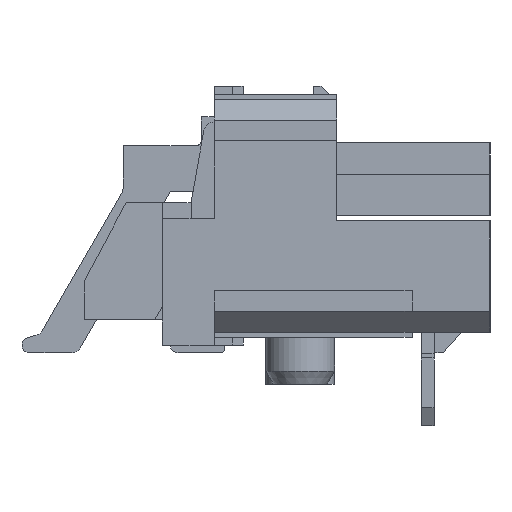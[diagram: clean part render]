
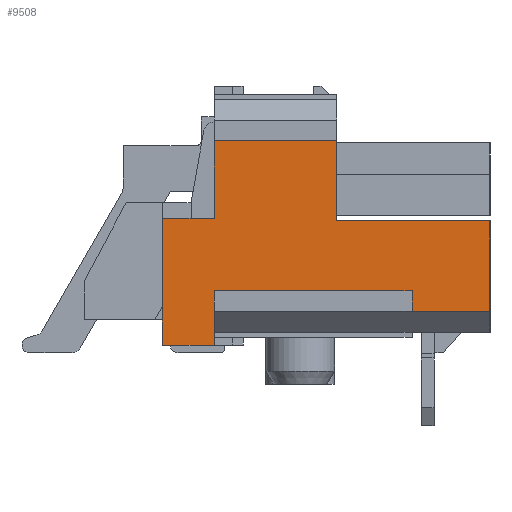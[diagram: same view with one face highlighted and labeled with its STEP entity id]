
A CAD part, left-side view. The second image highlights one B-rep face of the part: STEP entity #9508.
In plain terms, the highlighted planar face has unit normal (-1, 0, 0).
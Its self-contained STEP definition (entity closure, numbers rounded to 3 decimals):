
#8086=CARTESIAN_POINT('',(-14.85,-3.153,1.2));
#8087=VERTEX_POINT('',#8086);
#8088=CARTESIAN_POINT('',(-14.85,-3.153,0.8));
#8089=VERTEX_POINT('',#8088);
#8090=CARTESIAN_POINT('',(-14.85,-3.153,1.2));
#8091=DIRECTION('',(0.0,0.0,-1.0));
#8092=VECTOR('',#8091,0.4);
#8093=LINE('',#8090,#8092);
#8094=EDGE_CURVE('',#8087,#8089,#8093,.T.);
#8698=CARTESIAN_POINT('',(-14.85,-5.503,2.54));
#8699=VERTEX_POINT('',#8698);
#8706=CARTESIAN_POINT('',(-14.85,-8.453,2.54));
#8707=VERTEX_POINT('',#8706);
#8708=CARTESIAN_POINT('',(-14.85,-8.453,2.54));
#8709=DIRECTION('',(0.0,1.0,0.0));
#8710=VECTOR('',#8709,2.95);
#8711=LINE('',#8708,#8710);
#8712=EDGE_CURVE('',#8707,#8699,#8711,.T.);
#8730=CARTESIAN_POINT('',(-14.85,-8.453,0.8));
#8731=VERTEX_POINT('',#8730);
#8732=CARTESIAN_POINT('',(-14.85,-8.453,0.8));
#8733=DIRECTION('',(0.0,0.0,1.0));
#8734=VECTOR('',#8733,1.74);
#8735=LINE('',#8732,#8734);
#8736=EDGE_CURVE('',#8731,#8707,#8735,.T.);
#9038=CARTESIAN_POINT('',(-14.85,-3.153,0.15));
#9039=VERTEX_POINT('',#9038);
#9046=CARTESIAN_POINT('',(-14.85,-2.153,0.15));
#9047=VERTEX_POINT('',#9046);
#9048=CARTESIAN_POINT('',(-14.85,-3.153,0.15));
#9049=DIRECTION('',(0.0,1.0,0.0));
#9050=VECTOR('',#9049,1.0);
#9051=LINE('',#9048,#9050);
#9052=EDGE_CURVE('',#9039,#9047,#9051,.T.);
#9085=CARTESIAN_POINT('',(-14.85,-3.153,0.8));
#9086=DIRECTION('',(0.0,0.0,-1.0));
#9087=VECTOR('',#9086,0.65);
#9088=LINE('',#9085,#9087);
#9089=EDGE_CURVE('',#8089,#9039,#9088,.T.);
#9115=CARTESIAN_POINT('',(-14.85,-2.153,2.59));
#9116=VERTEX_POINT('',#9115);
#9123=CARTESIAN_POINT('',(-14.85,-3.153,2.59));
#9124=VERTEX_POINT('',#9123);
#9125=CARTESIAN_POINT('',(-14.85,-2.153,2.59));
#9126=DIRECTION('',(0.0,-1.0,0.0));
#9127=VECTOR('',#9126,1.0);
#9128=LINE('',#9125,#9127);
#9129=EDGE_CURVE('',#9116,#9124,#9128,.T.);
#9212=CARTESIAN_POINT('',(-14.85,-2.153,2.59));
#9213=DIRECTION('',(0.0,0.0,-1.0));
#9214=VECTOR('',#9213,2.44);
#9215=LINE('',#9212,#9214);
#9216=EDGE_CURVE('',#9116,#9047,#9215,.T.);
#9362=CARTESIAN_POINT('',(-14.85,-5.503,4.08));
#9363=VERTEX_POINT('',#9362);
#9380=CARTESIAN_POINT('',(-14.85,-3.153,4.08));
#9381=VERTEX_POINT('',#9380);
#9388=CARTESIAN_POINT('',(-14.85,-5.503,4.08));
#9389=DIRECTION('',(0.0,1.0,0.0));
#9390=VECTOR('',#9389,2.35);
#9391=LINE('',#9388,#9390);
#9392=EDGE_CURVE('',#9363,#9381,#9391,.T.);
#9459=CARTESIAN_POINT('',(-14.85,-3.153,0.8));
#9460=DIRECTION('',(-1.0,0.0,0.0));
#9461=DIRECTION('',(0.0,0.0,-1.0));
#9462=AXIS2_PLACEMENT_3D('',#9459,#9460,#9461);
#9463=PLANE('',#9462);
#9464=ORIENTED_EDGE('',*,*,#9392,.T.);
#9465=CARTESIAN_POINT('',(-14.85,-3.153,4.08));
#9466=DIRECTION('',(0.0,0.0,-1.0));
#9467=VECTOR('',#9466,1.49);
#9468=LINE('',#9465,#9467);
#9469=EDGE_CURVE('',#9381,#9124,#9468,.T.);
#9470=ORIENTED_EDGE('',*,*,#9469,.T.);
#9471=ORIENTED_EDGE('',*,*,#9129,.F.);
#9472=ORIENTED_EDGE('',*,*,#9216,.T.);
#9473=ORIENTED_EDGE('',*,*,#9052,.F.);
#9474=ORIENTED_EDGE('',*,*,#9089,.F.);
#9475=ORIENTED_EDGE('',*,*,#8094,.F.);
#9476=CARTESIAN_POINT('',(-14.85,-6.953,1.2));
#9477=VERTEX_POINT('',#9476);
#9478=CARTESIAN_POINT('',(-14.85,-6.953,1.2));
#9479=DIRECTION('',(0.0,1.0,0.0));
#9480=VECTOR('',#9479,3.8);
#9481=LINE('',#9478,#9480);
#9482=EDGE_CURVE('',#9477,#8087,#9481,.T.);
#9483=ORIENTED_EDGE('',*,*,#9482,.F.);
#9484=CARTESIAN_POINT('',(-14.85,-6.953,0.8));
#9485=VERTEX_POINT('',#9484);
#9486=CARTESIAN_POINT('',(-14.85,-6.953,1.2));
#9487=DIRECTION('',(0.0,0.0,-1.0));
#9488=VECTOR('',#9487,0.4);
#9489=LINE('',#9486,#9488);
#9490=EDGE_CURVE('',#9477,#9485,#9489,.T.);
#9491=ORIENTED_EDGE('',*,*,#9490,.T.);
#9492=CARTESIAN_POINT('',(-14.85,-8.453,0.8));
#9493=DIRECTION('',(0.0,1.0,0.0));
#9494=VECTOR('',#9493,1.5);
#9495=LINE('',#9492,#9494);
#9496=EDGE_CURVE('',#8731,#9485,#9495,.T.);
#9497=ORIENTED_EDGE('',*,*,#9496,.F.);
#9498=ORIENTED_EDGE('',*,*,#8736,.T.);
#9499=ORIENTED_EDGE('',*,*,#8712,.T.);
#9500=CARTESIAN_POINT('',(-14.85,-5.503,2.54));
#9501=DIRECTION('',(0.0,0.0,1.0));
#9502=VECTOR('',#9501,1.54);
#9503=LINE('',#9500,#9502);
#9504=EDGE_CURVE('',#8699,#9363,#9503,.T.);
#9505=ORIENTED_EDGE('',*,*,#9504,.T.);
#9506=EDGE_LOOP('',(#9464,#9470,#9471,#9472,#9473,#9474,#9475,#9483,#9491,#9497,#9498,#9499,#9505));
#9507=FACE_OUTER_BOUND('',#9506,.T.);
#9508=ADVANCED_FACE('',(#9507),#9463,.T.);
